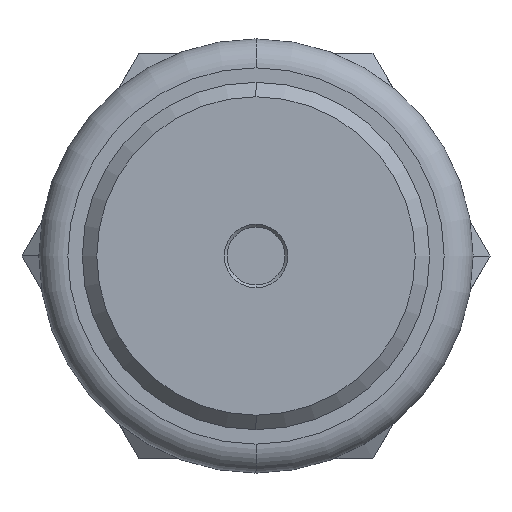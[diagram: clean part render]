
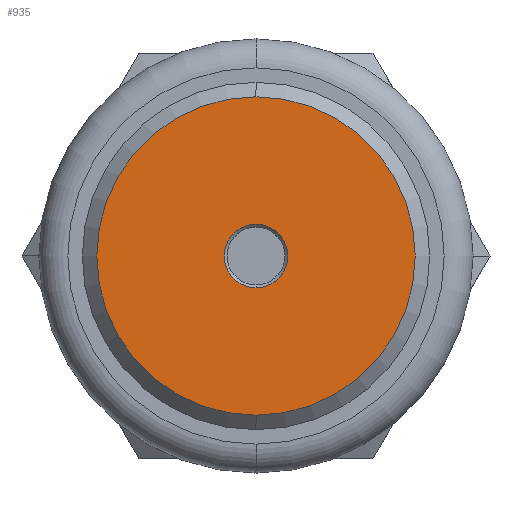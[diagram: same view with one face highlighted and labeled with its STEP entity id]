
A CAD part, left-side view. The second image highlights one B-rep face of the part: STEP entity #935.
In plain terms, the highlighted planar face has unit normal (-1, 0, 0).
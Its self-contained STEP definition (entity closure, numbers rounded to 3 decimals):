
#11 = VERTEX_POINT ( 'NONE', #368 ) ;
#15 = DIRECTION ( 'NONE',  ( 0., 0., 1. ) ) ;
#25 = DIRECTION ( 'NONE',  ( -1., 0., 0. ) ) ;
#26 = DIRECTION ( 'NONE',  ( 0., 0., -1. ) ) ;
#29 = AXIS2_PLACEMENT_3D ( 'NONE', #738, #112, #852 ) ;
#93 = DIRECTION ( 'NONE',  ( -1., 0., 0. ) ) ;
#112 = DIRECTION ( 'NONE',  ( -1., 0., 0. ) ) ;
#119 = ORIENTED_EDGE ( 'NONE', *, *, #337, .F. ) ;
#125 = EDGE_LOOP ( 'NONE', ( #696, #374 ) ) ;
#135 = CARTESIAN_POINT ( 'NONE',  ( -9., 6.501, 0. ) ) ;
#246 = AXIS2_PLACEMENT_3D ( 'NONE', #1318, #645, #15 ) ;
#284 = VERTEX_POINT ( 'NONE', #756 ) ;
#337 = EDGE_CURVE ( 'NONE', #284, #1092, #829, .T. ) ;
#360 = CIRCLE ( 'NONE', #29, 5.5 ) ;
#368 = CARTESIAN_POINT ( 'NONE',  ( -9., 1.001, -5.5 ) ) ;
#374 = ORIENTED_EDGE ( 'NONE', *, *, #804, .T. ) ;
#480 = FACE_OUTER_BOUND ( 'NONE', #125, .T. ) ;
#645 = DIRECTION ( 'NONE',  ( -1., 0., 0. ) ) ;
#660 = CARTESIAN_POINT ( 'NONE',  ( -9., 1.001, 0. ) ) ;
#662 = DIRECTION ( 'NONE',  ( 1., 0., 0. ) ) ;
#690 = EDGE_CURVE ( 'NONE', #11, #831, #1341, .T. ) ;
#692 = AXIS2_PLACEMENT_3D ( 'NONE', #730, #93, #840 ) ;
#696 = ORIENTED_EDGE ( 'NONE', *, *, #690, .T. ) ;
#730 = CARTESIAN_POINT ( 'NONE',  ( -9., 1.001, 0. ) ) ;
#738 = CARTESIAN_POINT ( 'NONE',  ( -9., 1.001, 0. ) ) ;
#756 = CARTESIAN_POINT ( 'NONE',  ( -9., 1.001, 1.1 ) ) ;
#775 = DIRECTION ( 'NONE',  ( 0., 0., 1. ) ) ;
#804 = EDGE_CURVE ( 'NONE', #831, #11, #360, .T. ) ;
#829 = CIRCLE ( 'NONE', #1268, 1.1 ) ;
#831 = VERTEX_POINT ( 'NONE', #1084 ) ;
#840 = DIRECTION ( 'NONE',  ( 0., 0., 1. ) ) ;
#852 = DIRECTION ( 'NONE',  ( 0., 0., 1. ) ) ;
#872 = EDGE_CURVE ( 'NONE', #1092, #284, #1130, .T. ) ;
#935 = ADVANCED_FACE ( 'NONE', ( #1353, #480 ), #1321, .F. ) ;
#1048 = CARTESIAN_POINT ( 'NONE',  ( -9., 1.001, -1.1 ) ) ;
#1084 = CARTESIAN_POINT ( 'NONE',  ( -9., 1.001, 5.5 ) ) ;
#1092 = VERTEX_POINT ( 'NONE', #1048 ) ;
#1123 = AXIS2_PLACEMENT_3D ( 'NONE', #135, #662, #26 ) ;
#1130 = CIRCLE ( 'NONE', #246, 1.1 ) ;
#1132 = EDGE_LOOP ( 'NONE', ( #119, #1350 ) ) ;
#1268 = AXIS2_PLACEMENT_3D ( 'NONE', #660, #25, #775 ) ;
#1318 = CARTESIAN_POINT ( 'NONE',  ( -9., 1.001, 0. ) ) ;
#1321 = PLANE ( 'NONE',  #1123 ) ;
#1341 = CIRCLE ( 'NONE', #692, 5.5 ) ;
#1350 = ORIENTED_EDGE ( 'NONE', *, *, #872, .F. ) ;
#1353 = FACE_BOUND ( 'NONE', #1132, .T. ) ;
